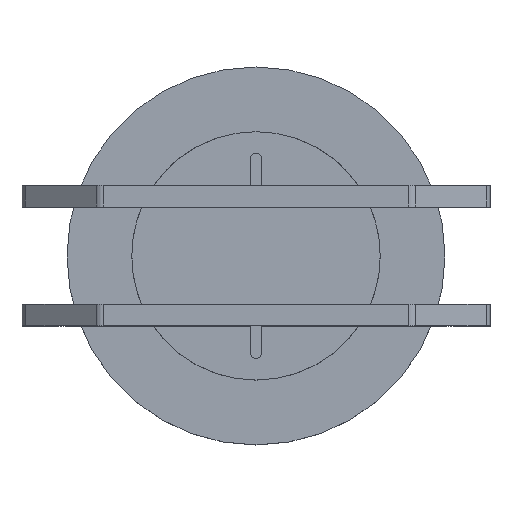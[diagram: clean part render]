
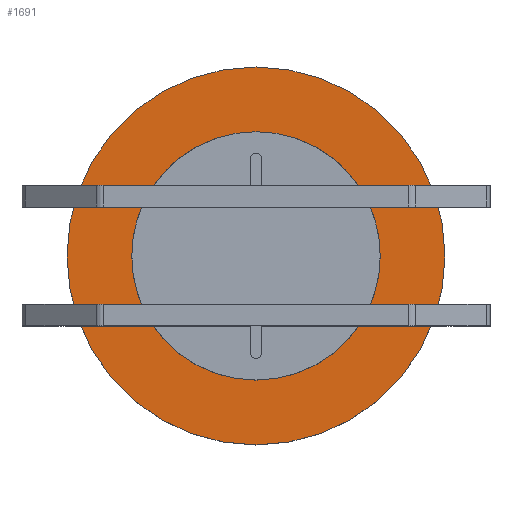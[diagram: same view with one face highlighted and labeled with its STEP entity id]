
A CAD part, top view. The second image highlights one B-rep face of the part: STEP entity #1691.
In plain terms, the highlighted planar face has unit normal (0, 0, 1).
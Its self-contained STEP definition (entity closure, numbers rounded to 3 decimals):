
#42 = CIRCLE ( 'NONE', #2043, 23. ) ;
#99 = ORIENTED_EDGE ( 'NONE', *, *, #343, .F. ) ;
#114 = DIRECTION ( 'NONE',  ( 0., 0., 1. ) ) ;
#129 = ORIENTED_EDGE ( 'NONE', *, *, #1314, .F. ) ;
#161 = CARTESIAN_POINT ( 'NONE',  ( 0., 0., 10. ) ) ;
#229 = CARTESIAN_POINT ( 'NONE',  ( -35., 0., 10. ) ) ;
#279 = CARTESIAN_POINT ( 'NONE',  ( 23., 0., 10. ) ) ;
#343 = EDGE_CURVE ( 'NONE', #506, #1680, #2084, .T. ) ;
#348 = CARTESIAN_POINT ( 'NONE',  ( 35., 0., 10. ) ) ;
#447 = CIRCLE ( 'NONE', #1116, 35. ) ;
#506 = VERTEX_POINT ( 'NONE', #279 ) ;
#574 = CARTESIAN_POINT ( 'NONE',  ( 0., 0., 10. ) ) ;
#619 = AXIS2_PLACEMENT_3D ( 'NONE', #161, #1999, #1335 ) ;
#638 = CARTESIAN_POINT ( 'NONE',  ( 0., 0., 10. ) ) ;
#673 = EDGE_CURVE ( 'NONE', #1482, #2011, #1188, .T. ) ;
#677 = CARTESIAN_POINT ( 'NONE',  ( 0., 0., 10. ) ) ;
#714 = DIRECTION ( 'NONE',  ( 0., 0., 1. ) ) ;
#838 = DIRECTION ( 'NONE',  ( 0., 0., 1. ) ) ;
#869 = EDGE_LOOP ( 'NONE', ( #1567, #1564 ) ) ;
#1007 = PLANE ( 'NONE',  #619 ) ;
#1017 = FACE_BOUND ( 'NONE', #1263, .T. ) ;
#1116 = AXIS2_PLACEMENT_3D ( 'NONE', #638, #114, #1828 ) ;
#1188 = CIRCLE ( 'NONE', #1871, 35. ) ;
#1263 = EDGE_LOOP ( 'NONE', ( #129, #99 ) ) ;
#1314 = EDGE_CURVE ( 'NONE', #1680, #506, #42, .T. ) ;
#1335 = DIRECTION ( 'NONE',  ( 1., 0., 0. ) ) ;
#1336 = CARTESIAN_POINT ( 'NONE',  ( 0., 0., 10. ) ) ;
#1383 = DIRECTION ( 'NONE',  ( 1., 0., 0. ) ) ;
#1482 = VERTEX_POINT ( 'NONE', #348 ) ;
#1564 = ORIENTED_EDGE ( 'NONE', *, *, #673, .T. ) ;
#1567 = ORIENTED_EDGE ( 'NONE', *, *, #2184, .T. ) ;
#1680 = VERTEX_POINT ( 'NONE', #2169 ) ;
#1691 = ADVANCED_FACE ( 'NONE', ( #1017, #2154 ), #1007, .T. ) ;
#1695 = AXIS2_PLACEMENT_3D ( 'NONE', #574, #1740, #1924 ) ;
#1740 = DIRECTION ( 'NONE',  ( 0., 0., 1. ) ) ;
#1799 = DIRECTION ( 'NONE',  ( 1., 0., 0. ) ) ;
#1828 = DIRECTION ( 'NONE',  ( 1., 0., 0. ) ) ;
#1871 = AXIS2_PLACEMENT_3D ( 'NONE', #677, #714, #1383 ) ;
#1924 = DIRECTION ( 'NONE',  ( 1., 0., 0. ) ) ;
#1999 = DIRECTION ( 'NONE',  ( 0., 0., 1. ) ) ;
#2011 = VERTEX_POINT ( 'NONE', #229 ) ;
#2043 = AXIS2_PLACEMENT_3D ( 'NONE', #1336, #838, #1799 ) ;
#2084 = CIRCLE ( 'NONE', #1695, 23. ) ;
#2154 = FACE_OUTER_BOUND ( 'NONE', #869, .T. ) ;
#2169 = CARTESIAN_POINT ( 'NONE',  ( -23., 0., 10. ) ) ;
#2184 = EDGE_CURVE ( 'NONE', #2011, #1482, #447, .T. ) ;
